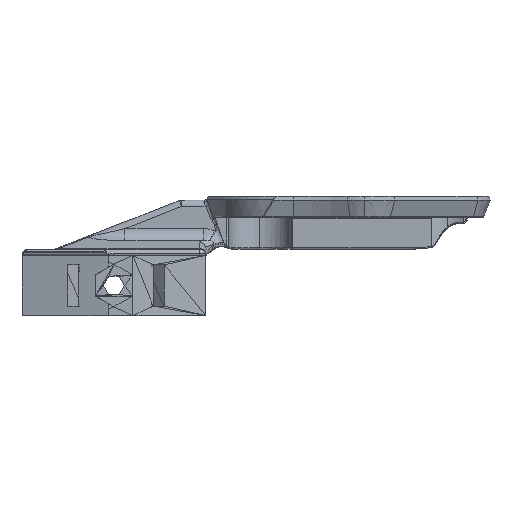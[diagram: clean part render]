
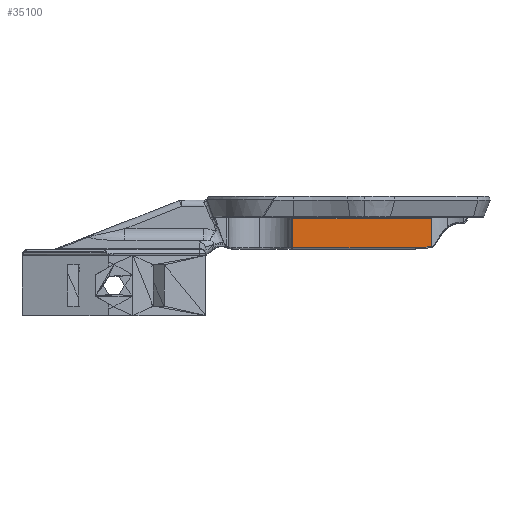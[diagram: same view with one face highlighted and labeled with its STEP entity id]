
A CAD part, left-side view. The second image highlights one B-rep face of the part: STEP entity #35100.
In plain terms, the highlighted planar face has unit normal (-1, 0, 0).
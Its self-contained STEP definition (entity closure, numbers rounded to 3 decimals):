
#209 = CARTESIAN_POINT ( 'NONE',  ( 6.45, -5.196, -1.3 ) ) ;
#1100 = AXIS2_PLACEMENT_3D ( 'NONE', #35485, #9649, #41938 ) ;
#1362 = ORIENTED_EDGE ( 'NONE', *, *, #36195, .T. ) ;
#2021 = CARTESIAN_POINT ( 'NONE',  ( 6.45, -26.316, -6.021 ) ) ;
#2975 = PLANE ( 'NONE',  #1100 ) ;
#3106 = ORIENTED_EDGE ( 'NONE', *, *, #42196, .T. ) ;
#3846 = LINE ( 'NONE', #20185, #16759 ) ;
#3878 = LINE ( 'NONE', #209, #24266 ) ;
#8465 = CARTESIAN_POINT ( 'NONE',  ( 6.45, -27.067, -1.303 ) ) ;
#9021 = VERTEX_POINT ( 'NONE', #40217 ) ;
#9098 = EDGE_CURVE ( 'NONE', #37396, #9435, #18617, .T. ) ;
#9435 = VERTEX_POINT ( 'NONE', #30726 ) ;
#9649 = DIRECTION ( 'NONE',  ( 1., 0., 0. ) ) ;
#10119 = DIRECTION ( 'NONE',  ( 0., 0., -1. ) ) ;
#10188 = EDGE_LOOP ( 'NONE', ( #22268, #1362, #29545, #27738, #3106, #15018 ) ) ;
#11295 = CARTESIAN_POINT ( 'NONE',  ( 6.45, -5.196, -6.1 ) ) ;
#11297 = CARTESIAN_POINT ( 'NONE',  ( 6.45, -27.067, -5.869 ) ) ;
#11348 = CARTESIAN_POINT ( 'NONE',  ( 6.45, -25.187, -6.1 ) ) ;
#11903 = B_SPLINE_CURVE_WITH_KNOTS ( 'NONE', 3,
 ( #8465, #11914, #20969, #14501, #17730, #34102 ),
 .UNSPECIFIED., .F., .F.,
 ( 4, 2, 4 ),
 ( 0., 0., 0.001 ),
 .UNSPECIFIED. ) ;
#11914 = CARTESIAN_POINT ( 'NONE',  ( 6.45, -26.985, -1.376 ) ) ;
#13815 = CARTESIAN_POINT ( 'NONE',  ( 6.45, -27.067, -5.869 ) ) ;
#14501 = CARTESIAN_POINT ( 'NONE',  ( 6.45, -26.678, -1.484 ) ) ;
#15018 = ORIENTED_EDGE ( 'NONE', *, *, #19574, .T. ) ;
#16759 = VECTOR ( 'NONE', #27482, 1000. ) ;
#16915 =( BOUNDED_CURVE ( )  B_SPLINE_CURVE ( 3, ( #31491, #18568, #2021, #11297 ),
 .UNSPECIFIED., .F., .F. ) 
 B_SPLINE_CURVE_WITH_KNOTS ( ( 4, 4 ),
 ( 1.571, 2.176 ),
 .UNSPECIFIED. ) 
 CURVE ( )  GEOMETRIC_REPRESENTATION_ITEM ( )  RATIONAL_B_SPLINE_CURVE ( ( 1., 0.97, 0.97, 1. ) ) 
 REPRESENTATION_ITEM ( '' )  );
#17194 = VERTEX_POINT ( 'NONE', #36224 ) ;
#17730 = CARTESIAN_POINT ( 'NONE',  ( 6.45, -26.57, -1.5 ) ) ;
#18108 = LINE ( 'NONE', #31253, #28578 ) ;
#18329 = DIRECTION ( 'NONE',  ( 0., 0., 1. ) ) ;
#18568 = CARTESIAN_POINT ( 'NONE',  ( 6.45, -25.444, -6.1 ) ) ;
#18617 = LINE ( 'NONE', #11348, #28700 ) ;
#19574 = EDGE_CURVE ( 'NONE', #9021, #23921, #11903, .T. ) ;
#20185 = CARTESIAN_POINT ( 'NONE',  ( 6.45, 8.5, -1.5 ) ) ;
#20969 = CARTESIAN_POINT ( 'NONE',  ( 6.45, -26.884, -1.422 ) ) ;
#22268 = ORIENTED_EDGE ( 'NONE', *, *, #39611, .T. ) ;
#23921 = VERTEX_POINT ( 'NONE', #28139 ) ;
#24266 = VECTOR ( 'NONE', #10119, 1000. ) ;
#27482 = DIRECTION ( 'NONE',  ( 0., 1., 0. ) ) ;
#27738 = ORIENTED_EDGE ( 'NONE', *, *, #30562, .T. ) ;
#28139 = CARTESIAN_POINT ( 'NONE',  ( 6.45, -26.461, -1.5 ) ) ;
#28578 = VECTOR ( 'NONE', #18329, 1000. ) ;
#28700 = VECTOR ( 'NONE', #31532, 1000. ) ;
#28788 = FACE_OUTER_BOUND ( 'NONE', #10188, .T. ) ;
#29545 = ORIENTED_EDGE ( 'NONE', *, *, #9098, .T. ) ;
#29889 = VERTEX_POINT ( 'NONE', #13815 ) ;
#30562 = EDGE_CURVE ( 'NONE', #9435, #29889, #16915, .T. ) ;
#30726 = CARTESIAN_POINT ( 'NONE',  ( 6.45, -24.531, -6.1 ) ) ;
#31253 = CARTESIAN_POINT ( 'NONE',  ( 6.45, -27.067, -1.3 ) ) ;
#31491 = CARTESIAN_POINT ( 'NONE',  ( 6.45, -24.531, -6.1 ) ) ;
#31532 = DIRECTION ( 'NONE',  ( 0., -1., 0. ) ) ;
#34102 = CARTESIAN_POINT ( 'NONE',  ( 6.45, -26.461, -1.5 ) ) ;
#35100 = ADVANCED_FACE ( 'NONE', ( #28788 ), #2975, .F. ) ;
#35485 = CARTESIAN_POINT ( 'NONE',  ( 6.45, 8.5, -1.3 ) ) ;
#36195 = EDGE_CURVE ( 'NONE', #17194, #37396, #3878, .T. ) ;
#36224 = CARTESIAN_POINT ( 'NONE',  ( 6.45, -5.196, -1.5 ) ) ;
#37396 = VERTEX_POINT ( 'NONE', #11295 ) ;
#39611 = EDGE_CURVE ( 'NONE', #23921, #17194, #3846, .T. ) ;
#40217 = CARTESIAN_POINT ( 'NONE',  ( 6.45, -27.067, -1.303 ) ) ;
#41938 = DIRECTION ( 'NONE',  ( 0., 1., 0. ) ) ;
#42196 = EDGE_CURVE ( 'NONE', #29889, #9021, #18108, .T. ) ;
